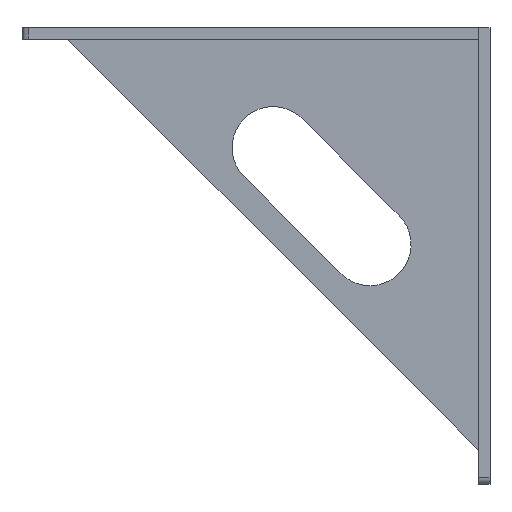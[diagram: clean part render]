
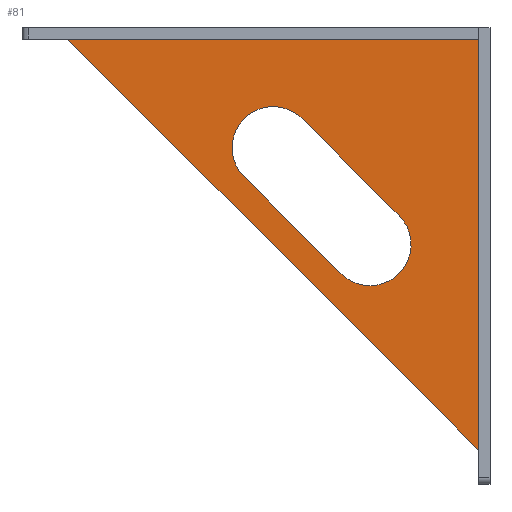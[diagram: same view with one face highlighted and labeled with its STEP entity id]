
A CAD part, left-side view. The second image highlights one B-rep face of the part: STEP entity #81.
In plain terms, the highlighted planar face has unit normal (-1, 0, 0).
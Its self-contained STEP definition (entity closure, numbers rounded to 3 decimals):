
#24 = EDGE_CURVE ( 'NONE', #384, #1291, #1514, .T. ) ;
#81 = ADVANCED_FACE ( 'NONE', ( #96, #1102 ), #381, .F. ) ;
#96 = FACE_OUTER_BOUND ( 'NONE', #1238, .T. ) ;
#111 = DIRECTION ( 'NONE',  ( -1., 0., 0. ) ) ;
#153 = DIRECTION ( 'NONE',  ( -1., 0., 0. ) ) ;
#190 = AXIS2_PLACEMENT_3D ( 'NONE', #1755, #153, #303 ) ;
#208 = ORIENTED_EDGE ( 'NONE', *, *, #1432, .F. ) ;
#222 = CARTESIAN_POINT ( 'NONE',  ( 10., 185., 5. ) ) ;
#291 = CIRCLE ( 'NONE', #538, 18. ) ;
#302 = CARTESIAN_POINT ( 'NONE',  ( 10., 65.302, 107.728 ) ) ;
#303 = DIRECTION ( 'NONE',  ( 0., -1., 0. ) ) ;
#304 = ORIENTED_EDGE ( 'NONE', *, *, #1413, .T. ) ;
#311 = ORIENTED_EDGE ( 'NONE', *, *, #690, .F. ) ;
#319 = LINE ( 'NONE', #730, #854 ) ;
#323 = EDGE_CURVE ( 'NONE', #1291, #1108, #626, .T. ) ;
#330 = VERTEX_POINT ( 'NONE', #1212 ) ;
#381 = PLANE ( 'NONE',  #1335 ) ;
#384 = VERTEX_POINT ( 'NONE', #222 ) ;
#403 = CARTESIAN_POINT ( 'NONE',  ( 10., 52.574, 95. ) ) ;
#410 = DIRECTION ( 'NONE',  ( 0., 0.707, -0.707 ) ) ;
#448 = DIRECTION ( 'NONE',  ( 0., -1., 0. ) ) ;
#455 = CIRCLE ( 'NONE', #1457, 18. ) ;
#501 = CARTESIAN_POINT ( 'NONE',  ( 10., 5., 5. ) ) ;
#513 = DIRECTION ( 'NONE',  ( 0., -1., 0. ) ) ;
#530 = LINE ( 'NONE', #1105, #992 ) ;
#538 = AXIS2_PLACEMENT_3D ( 'NONE', #403, #111, #1280 ) ;
#561 = ORIENTED_EDGE ( 'NONE', *, *, #685, .F. ) ;
#565 = VERTEX_POINT ( 'NONE', #1293 ) ;
#590 = ORIENTED_EDGE ( 'NONE', *, *, #1778, .F. ) ;
#624 = CARTESIAN_POINT ( 'NONE',  ( 10., 5., 5. ) ) ;
#626 = LINE ( 'NONE', #956, #1692 ) ;
#669 = ORIENTED_EDGE ( 'NONE', *, *, #323, .T. ) ;
#685 = EDGE_CURVE ( 'NONE', #565, #330, #1189, .T. ) ;
#690 = EDGE_CURVE ( 'NONE', #1831, #720, #319, .T. ) ;
#720 = VERTEX_POINT ( 'NONE', #1630 ) ;
#730 = CARTESIAN_POINT ( 'NONE',  ( 10., 107.728, 65.302 ) ) ;
#854 = VECTOR ( 'NONE', #1307, 1000. ) ;
#870 = VERTEX_POINT ( 'NONE', #941 ) ;
#885 = VECTOR ( 'NONE', #410, 1000. ) ;
#888 = DIRECTION ( 'NONE',  ( -1., 0., 0. ) ) ;
#941 = CARTESIAN_POINT ( 'NONE',  ( 10., 39.846, 82.272 ) ) ;
#956 = CARTESIAN_POINT ( 'NONE',  ( 10., 5., 185. ) ) ;
#961 = CARTESIAN_POINT ( 'NONE',  ( 10., 5., 5. ) ) ;
#992 = VECTOR ( 'NONE', #1426, 1000. ) ;
#1102 = FACE_BOUND ( 'NONE', #1693, .T. ) ;
#1105 = CARTESIAN_POINT ( 'NONE',  ( 10., 82.272, 39.846 ) ) ;
#1108 = VERTEX_POINT ( 'NONE', #1464 ) ;
#1131 = CARTESIAN_POINT ( 'NONE',  ( 10., 185., 5. ) ) ;
#1189 = CIRCLE ( 'NONE', #190, 18. ) ;
#1212 = CARTESIAN_POINT ( 'NONE',  ( 10., 82.272, 39.846 ) ) ;
#1238 = EDGE_LOOP ( 'NONE', ( #669, #304, #1346 ) ) ;
#1280 = DIRECTION ( 'NONE',  ( 0., -1., 0. ) ) ;
#1291 = VERTEX_POINT ( 'NONE', #501 ) ;
#1293 = CARTESIAN_POINT ( 'NONE',  ( 10., 113., 52.574 ) ) ;
#1307 = DIRECTION ( 'NONE',  ( 0., 0.707, -0.707 ) ) ;
#1335 = AXIS2_PLACEMENT_3D ( 'NONE', #961, #1670, #1533 ) ;
#1346 = ORIENTED_EDGE ( 'NONE', *, *, #24, .T. ) ;
#1413 = EDGE_CURVE ( 'NONE', #1108, #384, #1841, .T. ) ;
#1426 = DIRECTION ( 'NONE',  ( 0., -0.707, 0.707 ) ) ;
#1432 = EDGE_CURVE ( 'NONE', #870, #1831, #291, .T. ) ;
#1457 = AXIS2_PLACEMENT_3D ( 'NONE', #1600, #888, #448 ) ;
#1464 = CARTESIAN_POINT ( 'NONE',  ( 10., 5., 185. ) ) ;
#1494 = DIRECTION ( 'NONE',  ( 0., 0., 1. ) ) ;
#1498 = EDGE_CURVE ( 'NONE', #720, #565, #455, .T. ) ;
#1514 = LINE ( 'NONE', #624, #1633 ) ;
#1533 = DIRECTION ( 'NONE',  ( 0., 1., 0. ) ) ;
#1600 = CARTESIAN_POINT ( 'NONE',  ( 10., 95., 52.574 ) ) ;
#1630 = CARTESIAN_POINT ( 'NONE',  ( 10., 107.728, 65.302 ) ) ;
#1633 = VECTOR ( 'NONE', #513, 1000. ) ;
#1670 = DIRECTION ( 'NONE',  ( 1., 0., 0. ) ) ;
#1692 = VECTOR ( 'NONE', #1494, 1000. ) ;
#1693 = EDGE_LOOP ( 'NONE', ( #1761, #311, #208, #590, #561 ) ) ;
#1755 = CARTESIAN_POINT ( 'NONE',  ( 10., 95., 52.574 ) ) ;
#1761 = ORIENTED_EDGE ( 'NONE', *, *, #1498, .F. ) ;
#1778 = EDGE_CURVE ( 'NONE', #330, #870, #530, .T. ) ;
#1831 = VERTEX_POINT ( 'NONE', #302 ) ;
#1841 = LINE ( 'NONE', #1131, #885 ) ;
